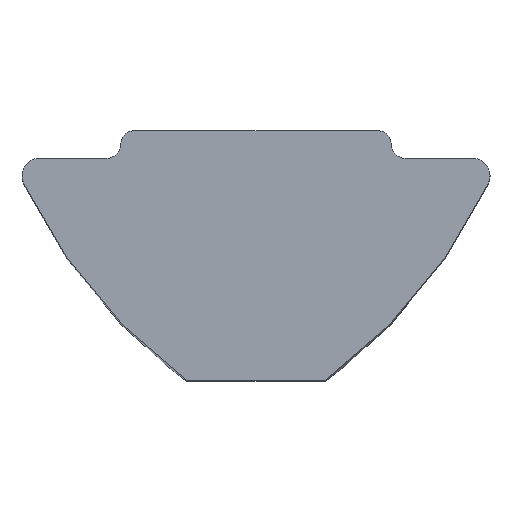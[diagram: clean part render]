
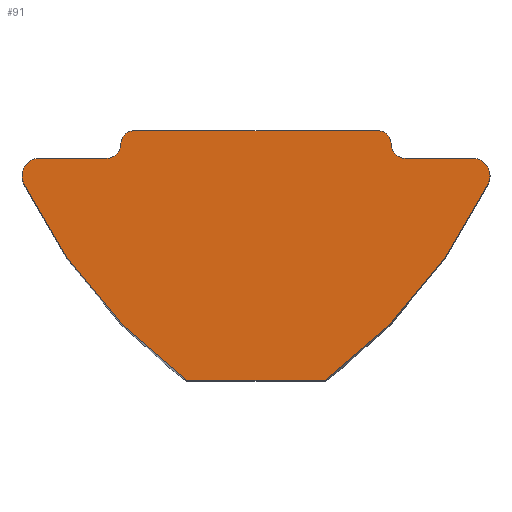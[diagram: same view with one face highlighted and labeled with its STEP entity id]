
A CAD part, top view. The second image highlights one B-rep face of the part: STEP entity #91.
In plain terms, the highlighted planar face has unit normal (0, 0, 1).
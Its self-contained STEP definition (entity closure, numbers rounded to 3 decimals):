
#91=ADVANCED_FACE('',(#138),#139,.T.);
#138=FACE_OUTER_BOUND('',#196,.T.);
#139=PLANE('',#197);
#196=EDGE_LOOP('',(#344,#345,#346,#347,#348,#349,#350,#351,#352,#353,#354,#355,#356,#357));
#197=AXIS2_PLACEMENT_3D('',#358,#359,#360);
#344=ORIENTED_EDGE('',*,*,#500,.T.);
#345=ORIENTED_EDGE('',*,*,#506,.T.);
#346=ORIENTED_EDGE('',*,*,#507,.T.);
#347=ORIENTED_EDGE('',*,*,#501,.T.);
#348=ORIENTED_EDGE('',*,*,#508,.T.);
#349=ORIENTED_EDGE('',*,*,#509,.T.);
#350=ORIENTED_EDGE('',*,*,#480,.T.);
#351=ORIENTED_EDGE('',*,*,#484,.T.);
#352=ORIENTED_EDGE('',*,*,#471,.T.);
#353=ORIENTED_EDGE('',*,*,#488,.T.);
#354=ORIENTED_EDGE('',*,*,#478,.T.);
#355=ORIENTED_EDGE('',*,*,#495,.T.);
#356=ORIENTED_EDGE('',*,*,#496,.T.);
#357=ORIENTED_EDGE('',*,*,#451,.T.);
#358=CARTESIAN_POINT('',(-6.25,-1.3,22.0));
#359=DIRECTION('',(0.0,0.0,1.0));
#360=DIRECTION('',(1.0,0.0,0.0));
#451=EDGE_CURVE('',#521,#525,#527,.T.);
#471=EDGE_CURVE('',#563,#564,#565,.T.);
#478=EDGE_CURVE('',#571,#576,#578,.T.);
#480=EDGE_CURVE('',#580,#581,#582,.T.);
#484=EDGE_CURVE('',#581,#563,#588,.T.);
#488=EDGE_CURVE('',#564,#571,#593,.T.);
#495=EDGE_CURVE('',#576,#601,#603,.T.);
#496=EDGE_CURVE('',#601,#521,#604,.T.);
#500=EDGE_CURVE('',#525,#608,#610,.T.);
#501=EDGE_CURVE('',#611,#612,#613,.T.);
#506=EDGE_CURVE('',#608,#620,#621,.T.);
#507=EDGE_CURVE('',#620,#611,#622,.T.);
#508=EDGE_CURVE('',#612,#623,#624,.T.);
#509=EDGE_CURVE('',#623,#580,#625,.T.);
#521=VERTEX_POINT('',#639);
#525=VERTEX_POINT('',#644);
#527=CIRCLE('',#647,0.5);
#563=VERTEX_POINT('',#707);
#564=VERTEX_POINT('',#708);
#565=CIRCLE('',#709,0.5);
#571=VERTEX_POINT('',#717);
#576=VERTEX_POINT('',#723);
#578=LINE('',#726,#727);
#580=VERTEX_POINT('',#729);
#581=VERTEX_POINT('',#730);
#582=LINE('',#731,#732);
#588=CIRCLE('',#741,0.5);
#593=CIRCLE('',#754,15.0);
#601=VERTEX_POINT('',#771);
#603=CIRCLE('',#774,15.0);
#604=CIRCLE('',#775,0.5);
#608=VERTEX_POINT('',#780);
#610=LINE('',#783,#784);
#611=VERTEX_POINT('',#785);
#612=VERTEX_POINT('',#786);
#613=LINE('',#787,#788);
#620=VERTEX_POINT('',#798);
#621=CIRCLE('',#799,0.4);
#622=CIRCLE('',#800,0.4);
#623=VERTEX_POINT('',#801);
#624=CIRCLE('',#802,0.4);
#625=CIRCLE('',#803,0.4);
#639=CARTESIAN_POINT('',(6.75,-1.3,22.0));
#644=CARTESIAN_POINT('',(6.25,-0.8,22.0));
#647=AXIS2_PLACEMENT_3D('',#823,#824,#825);
#707=CARTESIAN_POINT('',(-6.75,-1.3,22.0));
#708=CARTESIAN_POINT('',(-6.702,-1.514,22.0));
#709=AXIS2_PLACEMENT_3D('',#857,#858,#859);
#717=CARTESIAN_POINT('',(-2.0,-7.2,22.0));
#723=CARTESIAN_POINT('',(2.0,-7.2,22.0));
#726=CARTESIAN_POINT('',(-2.0,-7.2,22.0));
#727=VECTOR('',#870,1000.0);
#729=CARTESIAN_POINT('',(-4.3,-0.8,22.0));
#730=CARTESIAN_POINT('',(-6.25,-0.8,22.0));
#731=CARTESIAN_POINT('',(-3.9,-0.8,22.0));
#732=VECTOR('',#874,1000.0);
#741=AXIS2_PLACEMENT_3D('',#878,#879,#880);
#754=AXIS2_PLACEMENT_3D('',#885,#886,#887);
#771=CARTESIAN_POINT('',(6.702,-1.514,22.0));
#774=AXIS2_PLACEMENT_3D('',#897,#898,#899);
#775=AXIS2_PLACEMENT_3D('',#900,#901,#902);
#780=CARTESIAN_POINT('',(4.3,-0.8,22.0));
#783=CARTESIAN_POINT('',(3.9,-0.8,22.0));
#784=VECTOR('',#908,1000.0);
#785=CARTESIAN_POINT('',(3.5,0.,22.0));
#786=CARTESIAN_POINT('',(-3.5,0.,22.0));
#787=CARTESIAN_POINT('',(3.9,0.,22.0));
#788=VECTOR('',#909,1000.0);
#798=CARTESIAN_POINT('',(3.9,-0.4,22.0));
#799=AXIS2_PLACEMENT_3D('',#916,#917,#918);
#800=AXIS2_PLACEMENT_3D('',#919,#920,#921);
#801=CARTESIAN_POINT('',(-3.9,-0.4,22.0));
#802=AXIS2_PLACEMENT_3D('',#922,#923,#924);
#803=AXIS2_PLACEMENT_3D('',#925,#926,#927);
#823=CARTESIAN_POINT('',(6.25,-1.3,22.0));
#824=DIRECTION('',(0.0,0.0,1.0));
#825=DIRECTION('',(-1.0,0.0,0.0));
#857=CARTESIAN_POINT('',(-6.25,-1.3,22.0));
#858=DIRECTION('',(0.0,0.0,1.0));
#859=DIRECTION('',(1.0,0.0,0.0));
#870=DIRECTION('',(1.0,0.,0.0));
#874=DIRECTION('',(-1.0,0.,0.0));
#878=CARTESIAN_POINT('',(-6.25,-1.3,22.0));
#879=DIRECTION('',(0.0,0.0,1.0));
#880=DIRECTION('',(1.0,0.0,0.0));
#885=CARTESIAN_POINT('',(6.854,4.908,22.0));
#886=DIRECTION('',(0.0,0.0,1.0));
#887=DIRECTION('',(1.0,0.0,0.0));
#897=CARTESIAN_POINT('',(-6.854,4.908,22.0));
#898=DIRECTION('',(0.0,0.0,1.0));
#899=DIRECTION('',(-1.0,0.0,0.0));
#900=CARTESIAN_POINT('',(6.25,-1.3,22.0));
#901=DIRECTION('',(0.0,0.0,1.0));
#902=DIRECTION('',(-1.0,0.0,0.0));
#908=DIRECTION('',(-1.0,0.,-0.0));
#909=DIRECTION('',(-1.0,0.,0.0));
#916=CARTESIAN_POINT('',(4.3,-0.4,22.0));
#917=DIRECTION('',(0.0,0.0,-1.0));
#918=DIRECTION('',(1.0,0.0,0.0));
#919=CARTESIAN_POINT('',(3.5,-0.4,22.0));
#920=DIRECTION('',(0.0,0.0,1.0));
#921=DIRECTION('',(1.0,0.0,0.0));
#922=CARTESIAN_POINT('',(-3.5,-0.4,22.0));
#923=DIRECTION('',(0.0,0.0,1.0));
#924=DIRECTION('',(1.0,0.0,0.0));
#925=CARTESIAN_POINT('',(-4.3,-0.4,22.0));
#926=DIRECTION('',(0.0,0.0,-1.0));
#927=DIRECTION('',(1.0,0.0,0.0));
